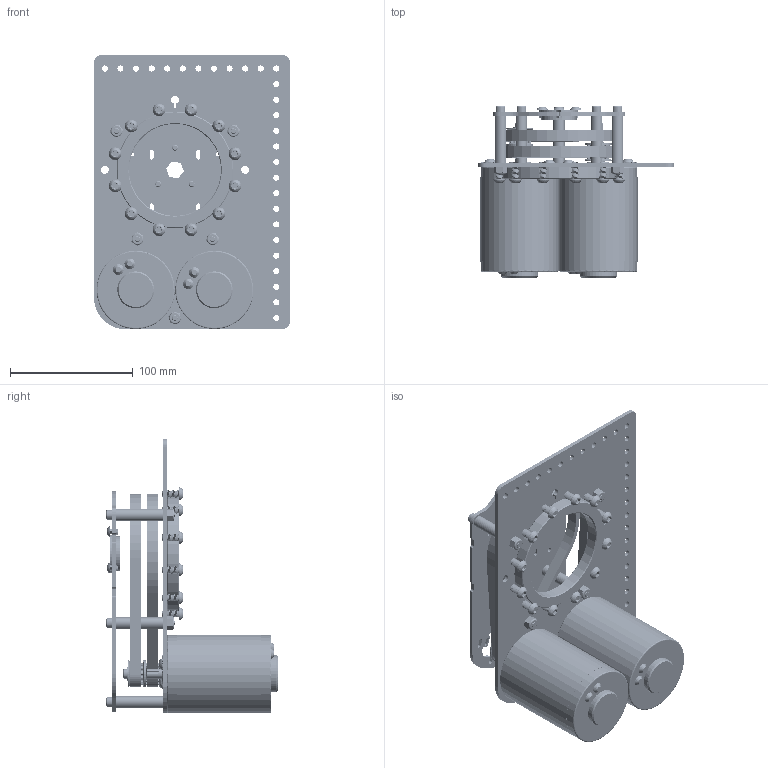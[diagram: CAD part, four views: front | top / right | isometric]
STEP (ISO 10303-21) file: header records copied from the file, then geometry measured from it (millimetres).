
FILE_DESCRIPTION (( 'STEP AP214' ), '1' );
FILE_NAME ('Armabot_A0067_Drive_Module_Solidmodel.STEP', '2019-04-29T00:27:28', ( 'gus' ), ( 'Microsoft' ), 'SwSTEP 2.0', 'SolidWorks 2015', '' );
FILE_SCHEMA (( 'AUTOMOTIVE_DESIGN' ));
Length unit declared in the file: inch
Products named in the file (17): A0067-009; Armabot_A0067_Drive_Module_Solidmodel; A0067-010; A0067-011; A0067-004; A0067-016; A0067-013; A0067-012; A0067-015; A0067-003; A0067-002; A0067-001; A0067-006; A0067-008; A0067-005; A0067-007; A0067-014
Assembly tree (53 placements, depth 2):
  Armabot_A0067_Drive_Module_Solidmodel
    A0067-009  x5
    A0067-014  x4
    A0067-007  x5
    A0067-005  x2
    A0067-008  x2
    A0067-006  x2
    A0067-001
    A0067-002
    A0067-003
    A0067-015  x2
    A0067-012  x5
    A0067-013  x5
    A0067-016  x12
    A0067-004
    A0067-011  x3
    A0067-010  x2
Bounding box: 159.65 x 139.49 x 223.38 mm (x, y, z)
Volume: 784751.6 mm3; surface area: 216715.6 mm2
Topology: 58 solids, 58 shells, 3608 faces, 9417 edges, 6003 vertices
Faces by surface type: cylinder 2248, cone 554, plane 475, bspline 243, torus 50, sphere 38
Entity records: 48963 total; most frequent: CARTESIAN_POINT 19049, ORIENTED_EDGE 5948, DIRECTION 5472, EDGE_CURVE 2974, AXIS2_PLACEMENT_3D 2164, VERTEX_POINT 1918, EDGE_LOOP 1334, LINE 1144
